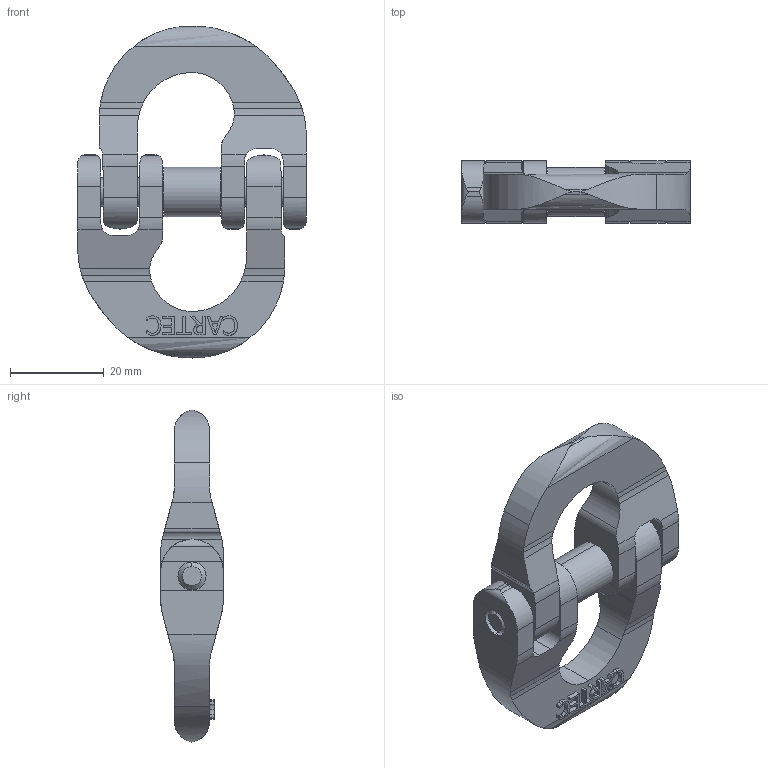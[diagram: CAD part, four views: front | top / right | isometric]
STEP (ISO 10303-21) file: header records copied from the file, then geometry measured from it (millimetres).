
FILE_DESCRIPTION(('STEP AP214'),'1');
FILE_NAME('cl_07.stp','2017-10-26T13:28:35',('TraceParts'),('TraceParts S.A.'),'Spatial InterOp 3D',' ',' ');
FILE_SCHEMA(('automotive_design'));
Length unit declared in the file: millimetre
Products named in the file (3): cl_07_1; cl_07_2; cl_07_3
Bounding box: 48.78 x 13.3 x 70.96 mm (x, y, z)
Volume: 18981.5 mm3; surface area: 10259.3 mm2
Topology: 3 solids, 3 shells, 287 faces, 807 edges, 536 vertices
Faces by surface type: plane 124, bspline 101, cylinder 58, cone 4
Entity records: 13492 total; most frequent: CARTESIAN_POINT 4315, ORIENTED_EDGE 1614, DIRECTION 1101, EDGE_CURVE 807, VERTEX_POINT 536, LINE 423, VECTOR 423, AXIS2_PLACEMENT_3D 339
